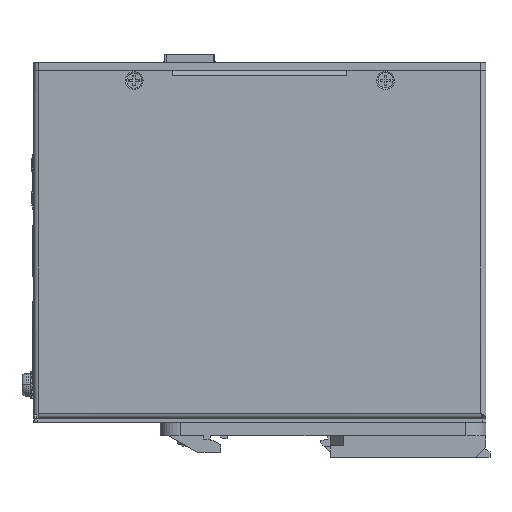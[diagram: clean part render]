
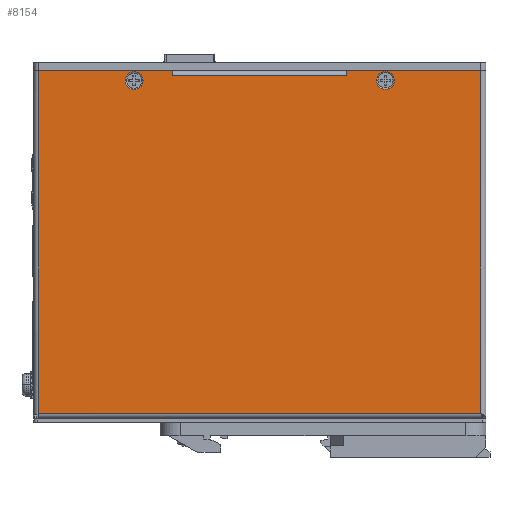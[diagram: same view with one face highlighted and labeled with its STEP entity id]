
A CAD part, front view. The second image highlights one B-rep face of the part: STEP entity #8154.
In plain terms, the highlighted planar face has unit normal (0, -1, 0).
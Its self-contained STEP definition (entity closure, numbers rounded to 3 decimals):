
#5958=DIRECTION('',(1.,0.,0.));
#5959=VECTOR('',#5958,40.);
#5960=CARTESIAN_POINT('',(-66.,0.,51.9));
#5961=LINE('',#5960,#5959);
#5962=DIRECTION('',(0.,0.,1.));
#5963=VECTOR('',#5962,1.5);
#5964=CARTESIAN_POINT('',(26.,0.,50.4));
#5965=LINE('',#5964,#5963);
#5966=DIRECTION('',(1.,0.,0.));
#5967=VECTOR('',#5966,40.);
#5968=CARTESIAN_POINT('',(26.,0.,51.9));
#5969=LINE('',#5968,#5967);
#5970=CARTESIAN_POINT('',(37.5,0.,48.9));
#5971=DIRECTION('',(0.,-1.,0.));
#5972=DIRECTION('',(1.,0.,0.));
#5973=AXIS2_PLACEMENT_3D('',#5970,#5971,#5972);
#5975=CARTESIAN_POINT('',(37.5,0.,48.9));
#5976=DIRECTION('',(0.,-1.,0.));
#5977=DIRECTION('',(0.,0.,1.));
#5978=AXIS2_PLACEMENT_3D('',#5975,#5976,#5977);
#5980=CARTESIAN_POINT('',(37.5,0.,48.9));
#5981=DIRECTION('',(0.,-1.,0.));
#5982=DIRECTION('',(-1.,0.,0.));
#5983=AXIS2_PLACEMENT_3D('',#5980,#5981,#5982);
#5985=CARTESIAN_POINT('',(37.5,0.,48.9));
#5986=DIRECTION('',(0.,-1.,0.));
#5987=DIRECTION('',(0.,0.,-1.));
#5988=AXIS2_PLACEMENT_3D('',#5985,#5986,#5987);
#5990=CARTESIAN_POINT('',(-37.5,0.,48.9));
#5991=DIRECTION('',(0.,-1.,0.));
#5992=DIRECTION('',(1.,0.,0.));
#5993=AXIS2_PLACEMENT_3D('',#5990,#5991,#5992);
#5995=CARTESIAN_POINT('',(-37.5,0.,48.9));
#5996=DIRECTION('',(0.,-1.,0.));
#5997=DIRECTION('',(0.,0.,1.));
#5998=AXIS2_PLACEMENT_3D('',#5995,#5996,#5997);
#6000=CARTESIAN_POINT('',(-37.5,0.,48.9));
#6001=DIRECTION('',(0.,-1.,0.));
#6002=DIRECTION('',(-1.,0.,0.));
#6003=AXIS2_PLACEMENT_3D('',#6000,#6001,#6002);
#6005=CARTESIAN_POINT('',(-37.5,0.,48.9));
#6006=DIRECTION('',(0.,-1.,0.));
#6007=DIRECTION('',(0.,0.,-1.));
#6008=AXIS2_PLACEMENT_3D('',#6005,#6006,#6007);
#6018=DIRECTION('',(0.,0.,1.));
#6019=VECTOR('',#6018,1.5);
#6020=CARTESIAN_POINT('',(-26.,0.,50.4));
#6021=LINE('',#6020,#6019);
#6102=DIRECTION('',(0.,0.,-1.));
#6103=VECTOR('',#6102,102.3);
#6104=CARTESIAN_POINT('',(-66.,0.,51.9));
#6105=LINE('',#6104,#6103);
#6975=DIRECTION('',(1.,0.,0.));
#6976=VECTOR('',#6975,132.);
#6977=CARTESIAN_POINT('',(-66.,0.,-50.4));
#6978=LINE('',#6977,#6976);
#7017=DIRECTION('',(0.,0.,1.));
#7018=VECTOR('',#7017,102.3);
#7019=CARTESIAN_POINT('',(66.,0.,-50.4));
#7020=LINE('',#7019,#7018);
#7239=DIRECTION('',(-1.,0.,0.));
#7240=VECTOR('',#7239,52.);
#7241=CARTESIAN_POINT('',(26.,0.,50.4));
#7242=LINE('',#7241,#7240);
#7641=CARTESIAN_POINT('',(-66.,0.,51.9));
#7642=CARTESIAN_POINT('',(-26.,0.,51.9));
#7643=VERTEX_POINT('',#7641);
#7644=VERTEX_POINT('',#7642);
#7645=CARTESIAN_POINT('',(-26.,0.,50.4));
#7646=VERTEX_POINT('',#7645);
#7647=CARTESIAN_POINT('',(26.,0.,50.4));
#7648=VERTEX_POINT('',#7647);
#7649=CARTESIAN_POINT('',(26.,0.,51.9));
#7650=VERTEX_POINT('',#7649);
#7651=CARTESIAN_POINT('',(66.,0.,51.9));
#7652=VERTEX_POINT('',#7651);
#7653=CARTESIAN_POINT('',(66.,0.,-50.4));
#7654=VERTEX_POINT('',#7653);
#7655=CARTESIAN_POINT('',(-66.,0.,-50.4));
#7656=VERTEX_POINT('',#7655);
#7657=CARTESIAN_POINT('',(40.15,0.,48.9));
#7658=CARTESIAN_POINT('',(37.5,0.,51.55));
#7659=VERTEX_POINT('',#7657);
#7660=VERTEX_POINT('',#7658);
#7661=CARTESIAN_POINT('',(34.85,0.,48.9));
#7662=VERTEX_POINT('',#7661);
#7663=CARTESIAN_POINT('',(37.5,0.,46.25));
#7664=VERTEX_POINT('',#7663);
#7665=CARTESIAN_POINT('',(-34.85,0.,48.9));
#7666=CARTESIAN_POINT('',(-37.5,0.,51.55));
#7667=VERTEX_POINT('',#7665);
#7668=VERTEX_POINT('',#7666);
#7669=CARTESIAN_POINT('',(-40.15,0.,48.9));
#7670=VERTEX_POINT('',#7669);
#7671=CARTESIAN_POINT('',(-37.5,0.,46.25));
#7672=VERTEX_POINT('',#7671);
#8111=CARTESIAN_POINT('',(-67.5,0.,-51.9));
#8112=DIRECTION('',(0.,-1.,0.));
#8113=DIRECTION('',(1.,0.,0.));
#8114=AXIS2_PLACEMENT_3D('',#8111,#8112,#8113);
#8115=PLANE('',#8114);
#8117=ORIENTED_EDGE('',*,*,#8116,.T.);
#8119=ORIENTED_EDGE('',*,*,#8118,.F.);
#8121=ORIENTED_EDGE('',*,*,#8120,.F.);
#8123=ORIENTED_EDGE('',*,*,#8122,.T.);
#8125=ORIENTED_EDGE('',*,*,#8124,.T.);
#8127=ORIENTED_EDGE('',*,*,#8126,.F.);
#8129=ORIENTED_EDGE('',*,*,#8128,.F.);
#8131=ORIENTED_EDGE('',*,*,#8130,.F.);
#8132=EDGE_LOOP('',(#8117,#8119,#8121,#8123,#8125,#8127,#8129,#8131));
#8133=FACE_OUTER_BOUND('',#8132,.F.);
#8135=ORIENTED_EDGE('',*,*,#8134,.T.);
#8137=ORIENTED_EDGE('',*,*,#8136,.T.);
#8139=ORIENTED_EDGE('',*,*,#8138,.T.);
#8141=ORIENTED_EDGE('',*,*,#8140,.T.);
#8142=EDGE_LOOP('',(#8135,#8137,#8139,#8141));
#8143=FACE_BOUND('',#8142,.F.);
#8145=ORIENTED_EDGE('',*,*,#8144,.T.);
#8147=ORIENTED_EDGE('',*,*,#8146,.T.);
#8149=ORIENTED_EDGE('',*,*,#8148,.T.);
#8151=ORIENTED_EDGE('',*,*,#8150,.T.);
#8152=EDGE_LOOP('',(#8145,#8147,#8149,#8151));
#8153=FACE_BOUND('',#8152,.F.);
#8154=ADVANCED_FACE('',(#8133,#8143,#8153),#8115,.T.);
#5974=CIRCLE('',#5973,2.65);
#5979=CIRCLE('',#5978,2.65);
#5984=CIRCLE('',#5983,2.65);
#5989=CIRCLE('',#5988,2.65);
#5994=CIRCLE('',#5993,2.65);
#5999=CIRCLE('',#5998,2.65);
#6004=CIRCLE('',#6003,2.65);
#6009=CIRCLE('',#6008,2.65);
#8116=EDGE_CURVE('',#7643,#7644,#5961,.T.);
#8118=EDGE_CURVE('',#7646,#7644,#6021,.T.);
#8120=EDGE_CURVE('',#7648,#7646,#7242,.T.);
#8122=EDGE_CURVE('',#7648,#7650,#5965,.T.);
#8124=EDGE_CURVE('',#7650,#7652,#5969,.T.);
#8126=EDGE_CURVE('',#7654,#7652,#7020,.T.);
#8128=EDGE_CURVE('',#7656,#7654,#6978,.T.);
#8130=EDGE_CURVE('',#7643,#7656,#6105,.T.);
#8134=EDGE_CURVE('',#7659,#7660,#5974,.T.);
#8136=EDGE_CURVE('',#7660,#7662,#5979,.T.);
#8138=EDGE_CURVE('',#7662,#7664,#5984,.T.);
#8140=EDGE_CURVE('',#7664,#7659,#5989,.T.);
#8144=EDGE_CURVE('',#7667,#7668,#5994,.T.);
#8146=EDGE_CURVE('',#7668,#7670,#5999,.T.);
#8148=EDGE_CURVE('',#7670,#7672,#6004,.T.);
#8150=EDGE_CURVE('',#7672,#7667,#6009,.T.);
